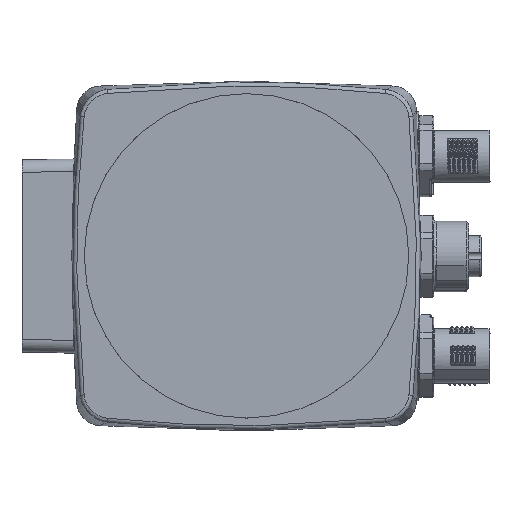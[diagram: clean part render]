
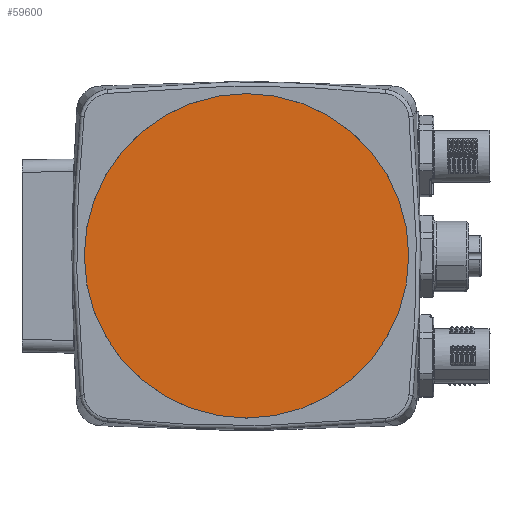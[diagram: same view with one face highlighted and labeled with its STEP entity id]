
A CAD part, top view. The second image highlights one B-rep face of the part: STEP entity #59600.
In plain terms, the highlighted planar face has unit normal (0, 0, 1).
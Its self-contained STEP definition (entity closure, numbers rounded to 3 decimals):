
#19501=CARTESIAN_POINT('',(0.,0.,6.1));
#19502=DIRECTION('',(0.,0.,1.));
#19503=DIRECTION('',(1.,0.,0.));
#19504=AXIS2_PLACEMENT_3D('',#19501,#19502,#19503);
#19510=CARTESIAN_POINT('',(0.,0.,6.1));
#19511=DIRECTION('',(0.,0.,1.));
#19512=DIRECTION('',(-1.,0.,0.));
#19513=AXIS2_PLACEMENT_3D('',#19510,#19511,#19512);
#20586=CARTESIAN_POINT('',(32.519,0.,6.1));
#20587=CARTESIAN_POINT('',(-32.519,0.,6.1));
#20588=VERTEX_POINT('',#20586);
#20589=VERTEX_POINT('',#20587);
#59590=CARTESIAN_POINT('',(0.,0.,6.1));
#59591=DIRECTION('',(0.,0.,-1.));
#59592=DIRECTION('',(-1.,0.,0.));
#59593=AXIS2_PLACEMENT_3D('',#59590,#59591,#59592);
#59594=PLANE('',#59593);
#59595=ORIENTED_EDGE('',*,*,#59573,.F.);
#59597=ORIENTED_EDGE('',*,*,#59596,.F.);
#59598=EDGE_LOOP('',(#59595,#59597));
#59599=FACE_OUTER_BOUND('',#59598,.F.);
#59600=ADVANCED_FACE('',(#59599),#59594,.F.);
#19505=CIRCLE('',#19504,32.519);
#19514=CIRCLE('',#19513,32.519);
#59573=EDGE_CURVE('',#20588,#20589,#19505,.T.);
#59596=EDGE_CURVE('',#20589,#20588,#19514,.T.);
